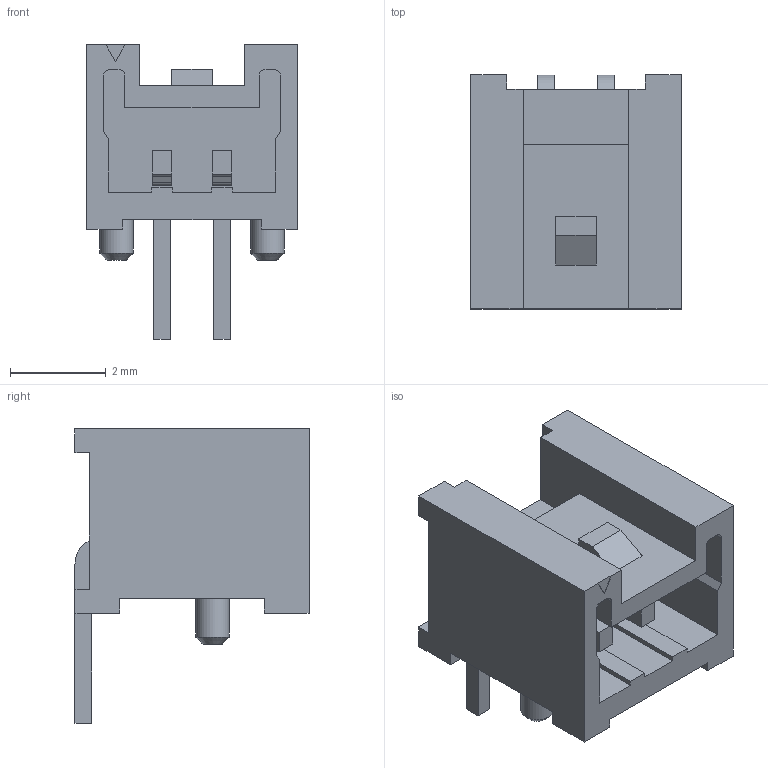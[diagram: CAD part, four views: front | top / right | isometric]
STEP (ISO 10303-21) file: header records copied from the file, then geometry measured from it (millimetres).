
FILE_DESCRIPTION(/* description */ (''),/* implementation_level */ '2;1');
FILE_NAME(/* name */ '2200980271wbm000_01_214.stp',/* time_stamp */ '2024-03-13T09:57:05+05:00',/* author */ (''),/* organization */ (''),/* preprocessor_version */ 'ST-DEVELOPER v16.7',/* originating_system */ 'SIEMENS PLM Software NX 1919',/* authorisation */ '');
FILE_SCHEMA (('AUTOMOTIVE_DESIGN { 1 0 10303 214 3 1 1 1 }'));
Length unit declared in the file: millimetre
Products named in the file (1): 2200980271wbm000_01
Bounding box: 4.4 x 4.89 x 6.15 mm (x, y, z)
Volume: 45.2 mm3; surface area: 179.2 mm2
Topology: 1 solids, 1 shells, 111 faces, 310 edges, 207 vertices
Faces by surface type: plane 93, cylinder 16, cone 2
Full cylindrical faces by diameter (mm): 0.7 x2
Entity records: 3503 total; most frequent: CARTESIAN_POINT 619, ORIENTED_EDGE 606, DIRECTION 561, EDGE_CURVE 303, LINE 269, VECTOR 269, VERTEX_POINT 204, AXIS2_PLACEMENT_3D 146
